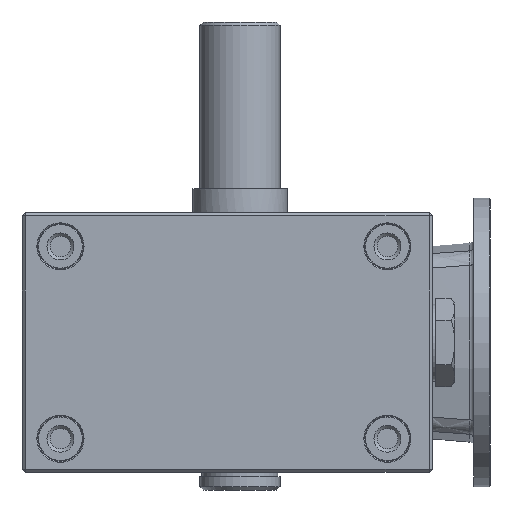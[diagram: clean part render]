
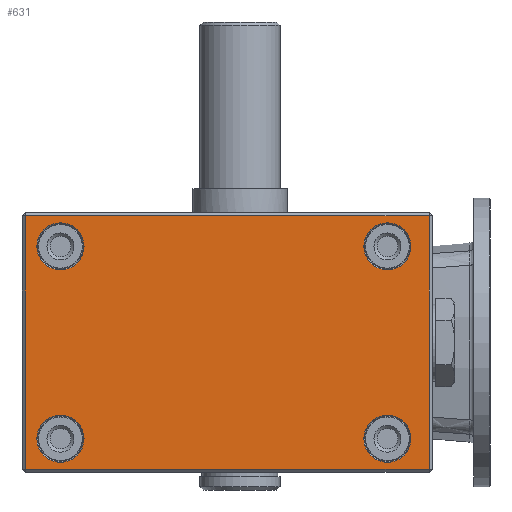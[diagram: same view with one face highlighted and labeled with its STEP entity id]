
A CAD part, front view. The second image highlights one B-rep face of the part: STEP entity #631.
In plain terms, the highlighted planar face has unit normal (0, -1, 0).
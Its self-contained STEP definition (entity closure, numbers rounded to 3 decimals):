
#631 = ADVANCED_FACE( '', ( #1644, #1645, #1646, #1647, #1648 ), #1649, .F. );
#1644 = FACE_OUTER_BOUND( '', #3394, .T. );
#1645 = FACE_BOUND( '', #3395, .T. );
#1646 = FACE_BOUND( '', #3396, .T. );
#1647 = FACE_BOUND( '', #3397, .T. );
#1648 = FACE_BOUND( '', #3398, .T. );
#1649 = PLANE( '', #3399 );
#3394 = EDGE_LOOP( '', ( #5793, #5794, #5795, #5796 ) );
#3395 = EDGE_LOOP( '', ( #5797 ) );
#3396 = EDGE_LOOP( '', ( #5798 ) );
#3397 = EDGE_LOOP( '', ( #5799 ) );
#3398 = EDGE_LOOP( '', ( #5800 ) );
#3399 = AXIS2_PLACEMENT_3D( '', #5801, #5802, #5803 );
#5793 = ORIENTED_EDGE( '', *, *, #8524, .T. );
#5794 = ORIENTED_EDGE( '', *, *, #8525, .T. );
#5795 = ORIENTED_EDGE( '', *, *, #8518, .T. );
#5796 = ORIENTED_EDGE( '', *, *, #8526, .T. );
#5797 = ORIENTED_EDGE( '', *, *, #8527, .T. );
#5798 = ORIENTED_EDGE( '', *, *, #8528, .T. );
#5799 = ORIENTED_EDGE( '', *, *, #8529, .T. );
#5800 = ORIENTED_EDGE( '', *, *, #8530, .T. );
#5801 = CARTESIAN_POINT( '', ( -68., -60., -40.5 ) );
#5802 = DIRECTION( '', ( 0., 1., 0. ) );
#5803 = DIRECTION( '', ( 0., 0., -1. ) );
#8518 = EDGE_CURVE( '', #9837, #9841, #9843, .T. );
#8524 = EDGE_CURVE( '', #9850, #9282, #9851, .T. );
#8525 = EDGE_CURVE( '', #9282, #9837, #9852, .T. );
#8526 = EDGE_CURVE( '', #9841, #9850, #9853, .F. );
#8527 = EDGE_CURVE( '', #9854, #9854, #9855, .T. );
#8528 = EDGE_CURVE( '', #9856, #9856, #9857, .T. );
#8529 = EDGE_CURVE( '', #9858, #9858, #9859, .T. );
#8530 = EDGE_CURVE( '', #9860, #9860, #9861, .T. );
#9282 = VERTEX_POINT( '', #10861 );
#9837 = VERTEX_POINT( '', #11861 );
#9841 = VERTEX_POINT( '', #11867 );
#9843 = LINE( '', #11870, #11871 );
#9850 = VERTEX_POINT( '', #11878 );
#9851 = LINE( '', #11879, #11880 );
#9852 = LINE( '', #11881, #11882 );
#9853 = LINE( '', #11883, #11884 );
#9854 = VERTEX_POINT( '', #11885 );
#9855 = CIRCLE( '', #11886, 7.35 );
#9856 = VERTEX_POINT( '', #11887 );
#9857 = CIRCLE( '', #11888, 7.35 );
#9858 = VERTEX_POINT( '', #11889 );
#9859 = CIRCLE( '', #11890, 7.35 );
#9860 = VERTEX_POINT( '', #11891 );
#9861 = CIRCLE( '', #11892, 7.35 );
#10861 = CARTESIAN_POINT( '', ( 59., -60., 39.5 ) );
#11861 = CARTESIAN_POINT( '', ( -67., -60., 39.5 ) );
#11867 = CARTESIAN_POINT( '', ( -67., -60., -39.5 ) );
#11870 = CARTESIAN_POINT( '', ( -67., -60., -40.5 ) );
#11871 = VECTOR( '', #13822, 1000. );
#11878 = CARTESIAN_POINT( '', ( 59., -60., -39.5 ) );
#11879 = CARTESIAN_POINT( '', ( 59., -60., -40.5 ) );
#11880 = VECTOR( '', #13829, 1000. );
#11881 = CARTESIAN_POINT( '', ( -68., -60., 39.5 ) );
#11882 = VECTOR( '', #13830, 1000. );
#11883 = CARTESIAN_POINT( '', ( -68., -60., -39.5 ) );
#11884 = VECTOR( '', #13831, 1000. );
#11885 = CARTESIAN_POINT( '', ( 53.35, -60., -30. ) );
#11886 = AXIS2_PLACEMENT_3D( '', #13832, #13833, #13834 );
#11887 = CARTESIAN_POINT( '', ( -48.65, -60., -30. ) );
#11888 = AXIS2_PLACEMENT_3D( '', #13835, #13836, #13837 );
#11889 = CARTESIAN_POINT( '', ( -48.65, -60., 30. ) );
#11890 = AXIS2_PLACEMENT_3D( '', #13838, #13839, #13840 );
#11891 = CARTESIAN_POINT( '', ( 53.35, -60., 30. ) );
#11892 = AXIS2_PLACEMENT_3D( '', #13841, #13842, #13843 );
#13822 = DIRECTION( '', ( 0., 0., -1. ) );
#13829 = DIRECTION( '', ( 0., 0., 1. ) );
#13830 = DIRECTION( '', ( -1., 0., 0. ) );
#13831 = DIRECTION( '', ( -1., 0., 0. ) );
#13832 = CARTESIAN_POINT( '', ( 46., -60., -30. ) );
#13833 = DIRECTION( '', ( 0., 1., 0. ) );
#13834 = DIRECTION( '', ( 1., 0., 0. ) );
#13835 = CARTESIAN_POINT( '', ( -56., -60., -30. ) );
#13836 = DIRECTION( '', ( 0., 1., 0. ) );
#13837 = DIRECTION( '', ( 1., 0., 0. ) );
#13838 = CARTESIAN_POINT( '', ( -56., -60., 30. ) );
#13839 = DIRECTION( '', ( 0., 1., 0. ) );
#13840 = DIRECTION( '', ( 1., 0., 0. ) );
#13841 = CARTESIAN_POINT( '', ( 46., -60., 30. ) );
#13842 = DIRECTION( '', ( 0., 1., 0. ) );
#13843 = DIRECTION( '', ( 1., 0., 0. ) );
